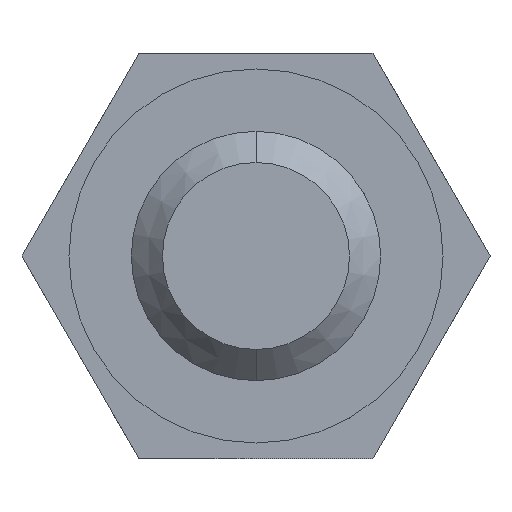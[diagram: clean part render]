
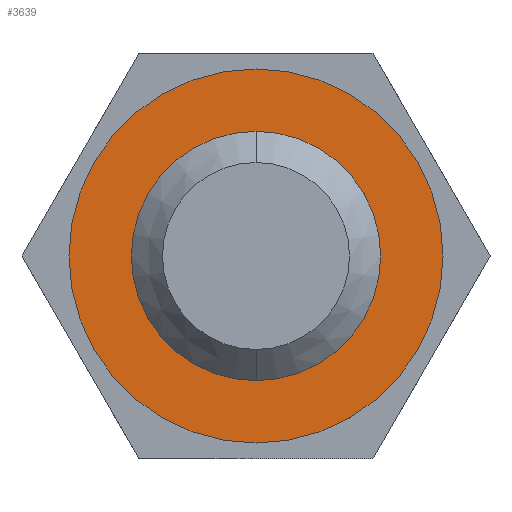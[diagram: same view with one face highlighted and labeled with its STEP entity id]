
A CAD part, front view. The second image highlights one B-rep face of the part: STEP entity #3639.
In plain terms, the highlighted planar face has unit normal (0, -1, 0).
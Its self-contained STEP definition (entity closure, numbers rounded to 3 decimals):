
#121 = EDGE_LOOP ( 'NONE', ( #850, #1873 ) ) ;
#320 = DIRECTION ( 'NONE',  ( 0., -1., 0. ) ) ;
#766 = AXIS2_PLACEMENT_3D ( 'NONE', #3847, #1582, #4224 ) ;
#792 = CARTESIAN_POINT ( 'NONE',  ( 0., -0.2, 6. ) ) ;
#850 = ORIENTED_EDGE ( 'NONE', *, *, #1881, .F. ) ;
#906 = CARTESIAN_POINT ( 'NONE',  ( 0., -0.2, 0. ) ) ;
#928 = VERTEX_POINT ( 'NONE', #792 ) ;
#1166 = VERTEX_POINT ( 'NONE', #4208 ) ;
#1275 = DIRECTION ( 'NONE',  ( 0., 0., -1. ) ) ;
#1326 = AXIS2_PLACEMENT_3D ( 'NONE', #2615, #320, #2990 ) ;
#1441 = PLANE ( 'NONE',  #4050 ) ;
#1561 = CIRCLE ( 'NONE', #1943, 4. ) ;
#1582 = DIRECTION ( 'NONE',  ( 0., -1., 0. ) ) ;
#1873 = ORIENTED_EDGE ( 'NONE', *, *, #2720, .F. ) ;
#1881 = EDGE_CURVE ( 'NONE', #2931, #1166, #1561, .T. ) ;
#1943 = AXIS2_PLACEMENT_3D ( 'NONE', #906, #3535, #1275 ) ;
#1951 = DIRECTION ( 'NONE',  ( 0., -1., 0. ) ) ;
#2097 = ORIENTED_EDGE ( 'NONE', *, *, #4289, .T. ) ;
#2191 = AXIS2_PLACEMENT_3D ( 'NONE', #4211, #1951, #4601 ) ;
#2218 = DIRECTION ( 'NONE',  ( 0., -1., 0. ) ) ;
#2382 = CIRCLE ( 'NONE', #2191, 6. ) ;
#2538 = CARTESIAN_POINT ( 'NONE',  ( 0., -0.2, 4. ) ) ;
#2615 = CARTESIAN_POINT ( 'NONE',  ( 0., -0.2, 0. ) ) ;
#2720 = EDGE_CURVE ( 'NONE', #1166, #2931, #3797, .T. ) ;
#2931 = VERTEX_POINT ( 'NONE', #2538 ) ;
#2990 = DIRECTION ( 'NONE',  ( 0., 0., -1. ) ) ;
#3249 = VERTEX_POINT ( 'NONE', #4065 ) ;
#3495 = EDGE_CURVE ( 'NONE', #928, #3249, #3915, .T. ) ;
#3535 = DIRECTION ( 'NONE',  ( 0., -1., 0. ) ) ;
#3559 = EDGE_LOOP ( 'NONE', ( #4468, #2097 ) ) ;
#3639 = ADVANCED_FACE ( 'NONE', ( #4688, #3674 ), #1441, .T. ) ;
#3674 = FACE_OUTER_BOUND ( 'NONE', #3559, .T. ) ;
#3797 = CIRCLE ( 'NONE', #1326, 4. ) ;
#3847 = CARTESIAN_POINT ( 'NONE',  ( 0., -0.2, 0. ) ) ;
#3915 = CIRCLE ( 'NONE', #766, 6. ) ;
#4050 = AXIS2_PLACEMENT_3D ( 'NONE', #4088, #2218, #4863 ) ;
#4065 = CARTESIAN_POINT ( 'NONE',  ( 0., -0.2, -6. ) ) ;
#4088 = CARTESIAN_POINT ( 'NONE',  ( 0., -0.2, 0. ) ) ;
#4208 = CARTESIAN_POINT ( 'NONE',  ( 0., -0.2, -4. ) ) ;
#4211 = CARTESIAN_POINT ( 'NONE',  ( 0., -0.2, 0. ) ) ;
#4224 = DIRECTION ( 'NONE',  ( 0., 0., -1. ) ) ;
#4289 = EDGE_CURVE ( 'NONE', #3249, #928, #2382, .T. ) ;
#4468 = ORIENTED_EDGE ( 'NONE', *, *, #3495, .T. ) ;
#4601 = DIRECTION ( 'NONE',  ( 0., 0., -1. ) ) ;
#4688 = FACE_BOUND ( 'NONE', #121, .T. ) ;
#4863 = DIRECTION ( 'NONE',  ( 0., 0., -1. ) ) ;
